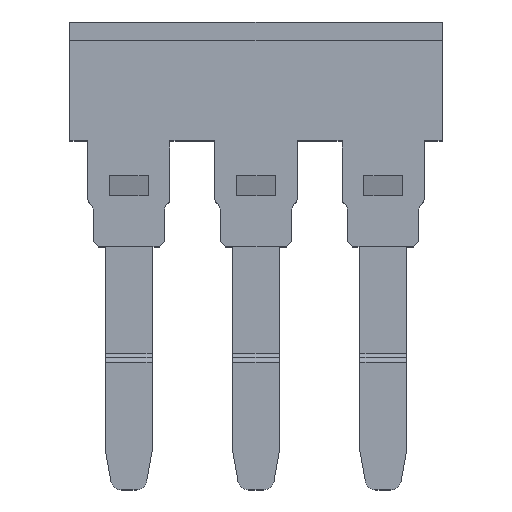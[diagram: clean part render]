
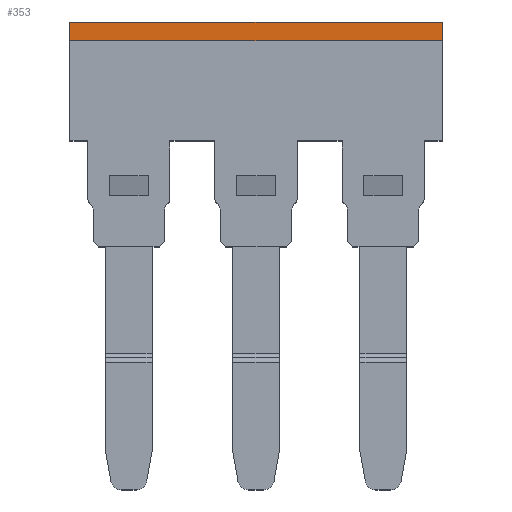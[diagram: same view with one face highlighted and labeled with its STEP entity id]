
A CAD part, top view. The second image highlights one B-rep face of the part: STEP entity #353.
In plain terms, the highlighted planar face has unit normal (0, 0, 1).
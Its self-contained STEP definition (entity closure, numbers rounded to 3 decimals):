
#13 = EDGE_CURVE ( 'NONE', #1626, #1624, #718, .T. ) ;
#15 = EDGE_CURVE ( 'NONE', #1498, #1626, #680, .T. ) ;
#28 = EDGE_CURVE ( 'NONE', #1620, #1624, #758, .T. ) ;
#29 = EDGE_CURVE ( 'NONE', #1620, #1498, #737, .T. ) ;
#353 = ADVANCED_FACE ( 'NONE', ( #3286 ), #3331, .T. ) ;
#676 = DIRECTION ( 'NONE',  ( 0., -1., 0. ) ) ;
#680 = LINE ( 'NONE', #688, #3543 ) ;
#688 = CARTESIAN_POINT ( 'NONE',  ( 1130.994, 674.108, 3.75 ) ) ;
#711 = DIRECTION ( 'NONE',  ( -1., 0., 0. ) ) ;
#717 = CARTESIAN_POINT ( 'NONE',  ( 1130.994, 672.908, 3.75 ) ) ;
#718 = LINE ( 'NONE', #717, #3545 ) ;
#725 = CARTESIAN_POINT ( 'NONE',  ( 1154.994, 672.908, 3.75 ) ) ;
#737 = LINE ( 'NONE', #725, #3587 ) ;
#748 = DIRECTION ( 'NONE',  ( -1., 0., 0. ) ) ;
#758 = LINE ( 'NONE', #763, #3566 ) ;
#759 = DIRECTION ( 'NONE',  ( 0., 1., 0. ) ) ;
#763 = CARTESIAN_POINT ( 'NONE',  ( 1130.994, 672.908, 3.75 ) ) ;
#1498 = VERTEX_POINT ( 'NONE', #3016 ) ;
#1620 = VERTEX_POINT ( 'NONE', #3064 ) ;
#1624 = VERTEX_POINT ( 'NONE', #3024 ) ;
#1626 = VERTEX_POINT ( 'NONE', #3051 ) ;
#1653 = ORIENTED_EDGE ( 'NONE', *, *, #13, .T. ) ;
#1677 = ORIENTED_EDGE ( 'NONE', *, *, #29, .T. ) ;
#1678 = ORIENTED_EDGE ( 'NONE', *, *, #15, .T. ) ;
#1692 = ORIENTED_EDGE ( 'NONE', *, *, #28, .F. ) ;
#2302 = EDGE_LOOP ( 'NONE', ( #1678, #1653, #1692, #1677 ) ) ;
#3016 = CARTESIAN_POINT ( 'NONE',  ( 1154.994, 674.108, 3.75 ) ) ;
#3024 = CARTESIAN_POINT ( 'NONE',  ( 1130.994, 672.908, 3.75 ) ) ;
#3051 = CARTESIAN_POINT ( 'NONE',  ( 1130.994, 674.108, 3.75 ) ) ;
#3064 = CARTESIAN_POINT ( 'NONE',  ( 1154.994, 672.908, 3.75 ) ) ;
#3286 = FACE_OUTER_BOUND ( 'NONE', #2302, .T. ) ;
#3287 = DIRECTION ( 'NONE',  ( 0., 0., 1. ) ) ;
#3311 = CARTESIAN_POINT ( 'NONE',  ( 1130.994, 672.908, 3.75 ) ) ;
#3312 = DIRECTION ( 'NONE',  ( 1., 0., 0. ) ) ;
#3331 = PLANE ( 'NONE',  #3987 ) ;
#3543 = VECTOR ( 'NONE', #711, 1000. ) ;
#3545 = VECTOR ( 'NONE', #676, 1000. ) ;
#3566 = VECTOR ( 'NONE', #748, 1000. ) ;
#3587 = VECTOR ( 'NONE', #759, 1000. ) ;
#3987 = AXIS2_PLACEMENT_3D ( 'NONE', #3311, #3287, #3312 ) ;
